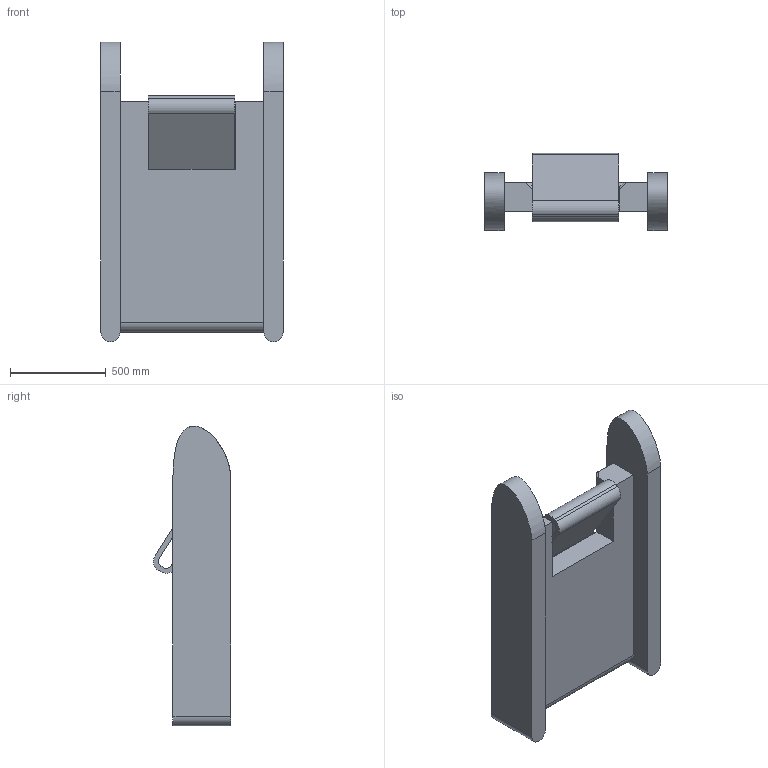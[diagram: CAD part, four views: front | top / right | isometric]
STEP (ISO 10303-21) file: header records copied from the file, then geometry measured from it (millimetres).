
FILE_DESCRIPTION (( 'STEP AP203' ), '1' );
FILE_NAME ('Assem1.STEP', '2024-08-30T17:14:44', ( '' ), ( '' ), 'SwSTEP 2.0', 'SolidWorks 2019', '' );
FILE_SCHEMA (( 'CONFIG_CONTROL_DESIGN' ));
Length unit declared in the file: millimetre
Products named in the file (4): Assem1; BASE; CHAIN; CHAIN_ASS
Assembly tree (3 placements, depth 3):
  Assem1
    BASE
    CHAIN_ASS
      CHAIN
Bounding box: 950 x 401.73 x 1561.8 mm (x, y, z)
Volume: 212777172.6 mm3; surface area: 5003604.2 mm2
Topology: 2 solids, 2 shells, 53 faces, 137 edges, 88 vertices
Faces by surface type: plane 29, cylinder 22, bspline 2
Entity records: 2033 total; most frequent: CARTESIAN_POINT 347, ORIENTED_EDGE 274, DIRECTION 265, EDGE_CURVE 137, VECTOR 93, LINE 93, VERTEX_POINT 88, AXIS2_PLACEMENT_3D 86
